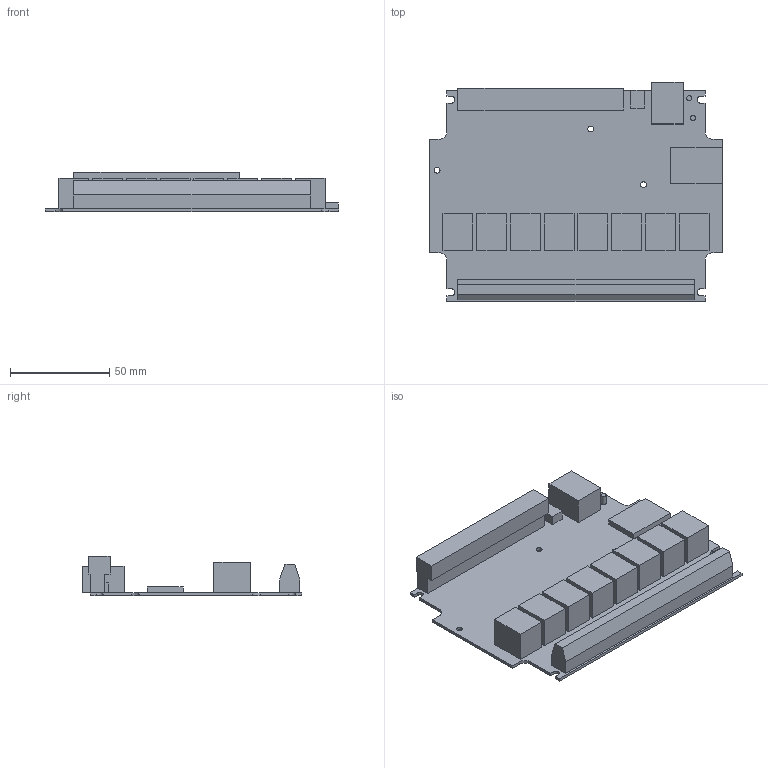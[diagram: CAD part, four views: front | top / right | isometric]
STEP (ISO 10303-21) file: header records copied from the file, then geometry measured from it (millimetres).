
FILE_DESCRIPTION(/* description */ (''),/* implementation_level */ '2;1');
FILE_NAME(/* name */ 'KC868-a8.stp',/* time_stamp */ '2022-02-22T10:52:46+01:00',/* author */ ('christian.rutschmann'),/* organization */ (''),/* preprocessor_version */ 'ST-DEVELOPER v18.1',/* originating_system */ 'Autodesk Inventor 2020',/* authorisation */ '');
FILE_SCHEMA (('AUTOMOTIVE_DESIGN { 1 0 10303 214 3 1 1 }'));
Length unit declared in the file: millimetre
Products named in the file (1): KC868-a8
Bounding box: 148 x 110.5 x 20 mm (x, y, z)
Volume: 91776.3 mm3; surface area: 57305.9 mm2
Topology: 16 solids, 16 shells, 127 faces, 285 edges, 190 vertices
Faces by surface type: plane 114, cylinder 13
Full cylindrical faces by diameter (mm): 2.5 x2, 3 x3
Entity records: 3568 total; most frequent: CARTESIAN_POINT 603, ORIENTED_EDGE 570, DIRECTION 567, EDGE_CURVE 285, LINE 259, VECTOR 259, VERTEX_POINT 190, AXIS2_PLACEMENT_3D 154
